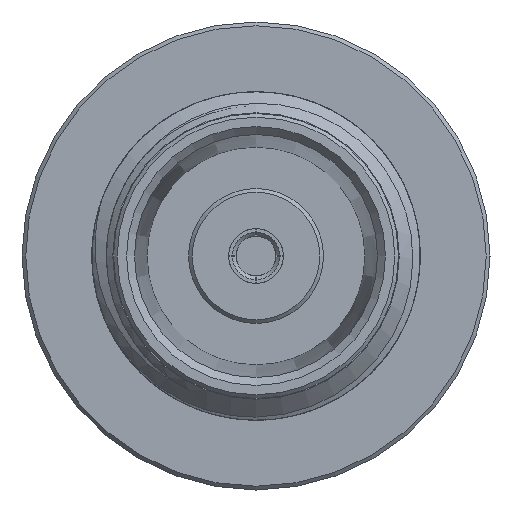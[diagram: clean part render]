
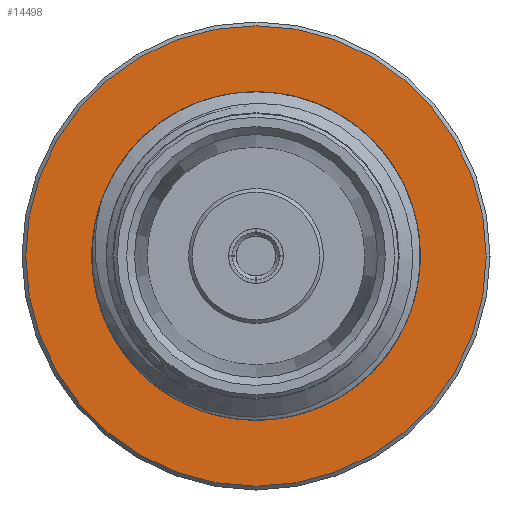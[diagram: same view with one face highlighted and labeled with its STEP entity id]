
A CAD part, left-side view. The second image highlights one B-rep face of the part: STEP entity #14498.
In plain terms, the highlighted planar face has unit normal (-1, 0, 0).
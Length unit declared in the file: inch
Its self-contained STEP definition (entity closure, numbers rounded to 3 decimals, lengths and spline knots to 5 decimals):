
#393 = EDGE_LOOP ( 'NONE', ( #4933 ) ) ;
#3847 = CIRCLE ( 'NONE', #17034, 0.2 ) ;
#4071 = CIRCLE ( 'NONE', #15363, 0.307 ) ;
#4383 = DIRECTION ( 'NONE',  ( 1., 0., 0. ) ) ;
#4540 = CARTESIAN_POINT ( 'NONE',  ( 0.4214, 0., 0. ) ) ;
#4933 = ORIENTED_EDGE ( 'NONE', *, *, #7591, .T. ) ;
#4947 = CARTESIAN_POINT ( 'NONE',  ( 0.4214, 0.2, 0. ) ) ;
#6540 = DIRECTION ( 'NONE',  ( -1., 0., 0. ) ) ;
#7121 = AXIS2_PLACEMENT_3D ( 'NONE', #13786, #8361, #8480 ) ;
#7591 = EDGE_CURVE ( 'NONE', #19350, #19350, #3847, .T. ) ;
#8361 = DIRECTION ( 'NONE',  ( 1., 0., 0. ) ) ;
#8480 = DIRECTION ( 'NONE',  ( 0., 1., 0. ) ) ;
#10014 = FACE_OUTER_BOUND ( 'NONE', #16382, .T. ) ;
#11808 = DIRECTION ( 'NONE',  ( 0., 1., 0. ) ) ;
#13437 = FACE_BOUND ( 'NONE', #393, .T. ) ;
#13683 = CARTESIAN_POINT ( 'NONE',  ( 0.4214, 0.307, 0. ) ) ;
#13786 = CARTESIAN_POINT ( 'NONE',  ( 0.4214, 0.312, 0. ) ) ;
#14498 = ADVANCED_FACE ( 'NONE', ( #13437, #10014 ), #17334, .F. ) ;
#15363 = AXIS2_PLACEMENT_3D ( 'NONE', #4540, #6540, #22356 ) ;
#16382 = EDGE_LOOP ( 'NONE', ( #17747 ) ) ;
#17034 = AXIS2_PLACEMENT_3D ( 'NONE', #20429, #4383, #11808 ) ;
#17334 = PLANE ( 'NONE',  #7121 ) ;
#17747 = ORIENTED_EDGE ( 'NONE', *, *, #21143, .T. ) ;
#19350 = VERTEX_POINT ( 'NONE', #4947 ) ;
#20429 = CARTESIAN_POINT ( 'NONE',  ( 0.4214, 0., 0. ) ) ;
#21143 = EDGE_CURVE ( 'NONE', #22759, #22759, #4071, .T. ) ;
#22356 = DIRECTION ( 'NONE',  ( 0., 1., 0. ) ) ;
#22759 = VERTEX_POINT ( 'NONE', #13683 ) ;
